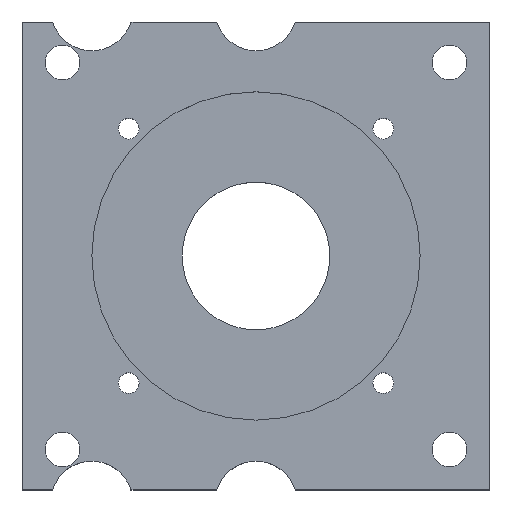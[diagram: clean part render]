
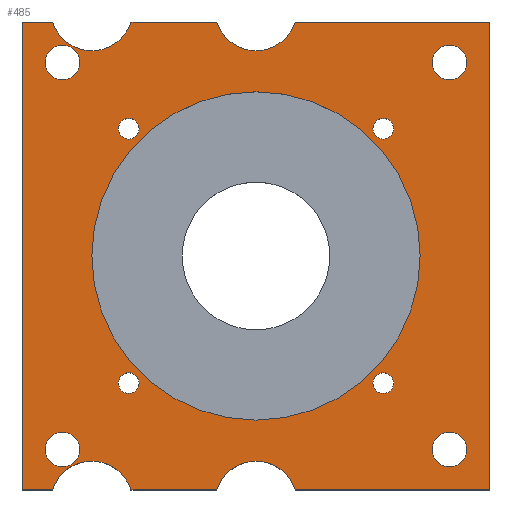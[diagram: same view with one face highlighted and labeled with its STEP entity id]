
A CAD part, top view. The second image highlights one B-rep face of the part: STEP entity #485.
In plain terms, the highlighted planar face has unit normal (0, 0, 1).
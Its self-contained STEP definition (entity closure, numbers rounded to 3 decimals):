
#16=FACE_BOUND('',#83,.T.);
#17=FACE_BOUND('',#84,.T.);
#18=FACE_BOUND('',#85,.T.);
#19=FACE_BOUND('',#86,.T.);
#20=FACE_BOUND('',#87,.T.);
#21=FACE_BOUND('',#88,.T.);
#22=FACE_BOUND('',#89,.T.);
#23=FACE_BOUND('',#90,.T.);
#24=FACE_BOUND('',#91,.T.);
#35=PLANE('',#544);
#56=FACE_OUTER_BOUND('',#82,.T.);
#82=EDGE_LOOP('',(#370,#371,#372,#373,#374,#375,#376,#377,#378,#379,#380,
#381));
#83=EDGE_LOOP('',(#382));
#84=EDGE_LOOP('',(#383));
#85=EDGE_LOOP('',(#384));
#86=EDGE_LOOP('',(#385));
#87=EDGE_LOOP('',(#386));
#88=EDGE_LOOP('',(#387));
#89=EDGE_LOOP('',(#388));
#90=EDGE_LOOP('',(#389));
#91=EDGE_LOOP('',(#390));
#124=LINE('',#777,#162);
#125=LINE('',#779,#163);
#126=LINE('',#783,#164);
#127=LINE('',#787,#165);
#128=LINE('',#789,#166);
#129=LINE('',#791,#167);
#130=LINE('',#795,#168);
#131=LINE('',#798,#169);
#162=VECTOR('',#642,10.);
#163=VECTOR('',#643,10.);
#164=VECTOR('',#646,10.);
#165=VECTOR('',#649,10.);
#166=VECTOR('',#650,10.);
#167=VECTOR('',#651,10.);
#168=VECTOR('',#654,10.);
#169=VECTOR('',#657,10.);
#190=CIRCLE('',#514,1.265);
#192=CIRCLE('',#517,1.265);
#194=CIRCLE('',#520,1.265);
#196=CIRCLE('',#523,1.265);
#200=CIRCLE('',#529,20.);
#202=CIRCLE('',#533,2.117);
#204=CIRCLE('',#536,2.117);
#206=CIRCLE('',#539,2.117);
#208=CIRCLE('',#542,2.117);
#210=CIRCLE('',#545,5.);
#211=CIRCLE('',#546,5.);
#212=CIRCLE('',#547,5.);
#213=CIRCLE('',#548,5.);
#218=VERTEX_POINT('',#714);
#220=VERTEX_POINT('',#720);
#222=VERTEX_POINT('',#726);
#224=VERTEX_POINT('',#732);
#228=VERTEX_POINT('',#743);
#230=VERTEX_POINT('',#751);
#232=VERTEX_POINT('',#757);
#234=VERTEX_POINT('',#763);
#236=VERTEX_POINT('',#769);
#238=VERTEX_POINT('',#775);
#239=VERTEX_POINT('',#776);
#240=VERTEX_POINT('',#778);
#241=VERTEX_POINT('',#780);
#242=VERTEX_POINT('',#782);
#243=VERTEX_POINT('',#784);
#244=VERTEX_POINT('',#786);
#245=VERTEX_POINT('',#788);
#246=VERTEX_POINT('',#790);
#247=VERTEX_POINT('',#792);
#248=VERTEX_POINT('',#794);
#249=VERTEX_POINT('',#796);
#262=EDGE_CURVE('',#218,#218,#190,.T.);
#265=EDGE_CURVE('',#220,#220,#192,.T.);
#268=EDGE_CURVE('',#222,#222,#194,.T.);
#271=EDGE_CURVE('',#224,#224,#196,.T.);
#276=EDGE_CURVE('',#228,#228,#200,.T.);
#280=EDGE_CURVE('',#230,#230,#202,.T.);
#283=EDGE_CURVE('',#232,#232,#204,.T.);
#286=EDGE_CURVE('',#234,#234,#206,.T.);
#289=EDGE_CURVE('',#236,#236,#208,.T.);
#292=EDGE_CURVE('',#238,#239,#124,.T.);
#293=EDGE_CURVE('',#239,#240,#125,.T.);
#294=EDGE_CURVE('',#240,#241,#210,.T.);
#295=EDGE_CURVE('',#241,#242,#126,.T.);
#296=EDGE_CURVE('',#242,#243,#211,.T.);
#297=EDGE_CURVE('',#243,#244,#127,.T.);
#298=EDGE_CURVE('',#244,#245,#128,.T.);
#299=EDGE_CURVE('',#245,#246,#129,.T.);
#300=EDGE_CURVE('',#246,#247,#212,.T.);
#301=EDGE_CURVE('',#247,#248,#130,.T.);
#302=EDGE_CURVE('',#248,#249,#213,.T.);
#303=EDGE_CURVE('',#249,#238,#131,.T.);
#370=ORIENTED_EDGE('',*,*,#292,.T.);
#371=ORIENTED_EDGE('',*,*,#293,.T.);
#372=ORIENTED_EDGE('',*,*,#294,.T.);
#373=ORIENTED_EDGE('',*,*,#295,.T.);
#374=ORIENTED_EDGE('',*,*,#296,.T.);
#375=ORIENTED_EDGE('',*,*,#297,.T.);
#376=ORIENTED_EDGE('',*,*,#298,.T.);
#377=ORIENTED_EDGE('',*,*,#299,.T.);
#378=ORIENTED_EDGE('',*,*,#300,.T.);
#379=ORIENTED_EDGE('',*,*,#301,.T.);
#380=ORIENTED_EDGE('',*,*,#302,.T.);
#381=ORIENTED_EDGE('',*,*,#303,.T.);
#382=ORIENTED_EDGE('',*,*,#262,.T.);
#383=ORIENTED_EDGE('',*,*,#265,.T.);
#384=ORIENTED_EDGE('',*,*,#268,.T.);
#385=ORIENTED_EDGE('',*,*,#271,.T.);
#386=ORIENTED_EDGE('',*,*,#276,.T.);
#387=ORIENTED_EDGE('',*,*,#280,.T.);
#388=ORIENTED_EDGE('',*,*,#283,.T.);
#389=ORIENTED_EDGE('',*,*,#286,.T.);
#390=ORIENTED_EDGE('',*,*,#289,.T.);
#485=ADVANCED_FACE('',(#56,#16,#17,#18,#19,#20,#21,#22,#23,#24),#35,.T.);
#514=AXIS2_PLACEMENT_3D('',#715,#570,#571);
#517=AXIS2_PLACEMENT_3D('',#721,#577,#578);
#520=AXIS2_PLACEMENT_3D('',#727,#584,#585);
#523=AXIS2_PLACEMENT_3D('',#733,#591,#592);
#529=AXIS2_PLACEMENT_3D('',#744,#604,#605);
#533=AXIS2_PLACEMENT_3D('',#752,#614,#615);
#536=AXIS2_PLACEMENT_3D('',#758,#621,#622);
#539=AXIS2_PLACEMENT_3D('',#764,#628,#629);
#542=AXIS2_PLACEMENT_3D('',#770,#635,#636);
#544=AXIS2_PLACEMENT_3D('',#774,#640,#641);
#545=AXIS2_PLACEMENT_3D('',#781,#644,#645);
#546=AXIS2_PLACEMENT_3D('',#785,#647,#648);
#547=AXIS2_PLACEMENT_3D('',#793,#652,#653);
#548=AXIS2_PLACEMENT_3D('',#797,#655,#656);
#570=DIRECTION('center_axis',(0.,0.,-1.));
#571=DIRECTION('ref_axis',(1.,0.,0.));
#577=DIRECTION('center_axis',(0.,0.,-1.));
#578=DIRECTION('ref_axis',(1.,0.,0.));
#584=DIRECTION('center_axis',(0.,0.,-1.));
#585=DIRECTION('ref_axis',(1.,0.,0.));
#591=DIRECTION('center_axis',(0.,0.,-1.));
#592=DIRECTION('ref_axis',(1.,0.,0.));
#604=DIRECTION('center_axis',(0.,0.,-1.));
#605=DIRECTION('ref_axis',(1.,0.,0.));
#614=DIRECTION('center_axis',(0.,0.,-1.));
#615=DIRECTION('ref_axis',(1.,0.,0.));
#621=DIRECTION('center_axis',(0.,0.,-1.));
#622=DIRECTION('ref_axis',(1.,0.,0.));
#628=DIRECTION('center_axis',(0.,0.,-1.));
#629=DIRECTION('ref_axis',(1.,0.,0.));
#635=DIRECTION('center_axis',(0.,0.,-1.));
#636=DIRECTION('ref_axis',(1.,0.,0.));
#640=DIRECTION('center_axis',(0.,0.,1.));
#641=DIRECTION('ref_axis',(1.,0.,0.));
#642=DIRECTION('',(0.,1.,0.));
#643=DIRECTION('',(-1.,0.,0.));
#644=DIRECTION('center_axis',(0.,0.,-1.));
#645=DIRECTION('ref_axis',(1.,0.,0.));
#646=DIRECTION('',(-1.,0.,0.));
#647=DIRECTION('center_axis',(0.,0.,-1.));
#648=DIRECTION('ref_axis',(1.,0.,0.));
#649=DIRECTION('',(-1.,0.,0.));
#650=DIRECTION('',(0.,-1.,0.));
#651=DIRECTION('',(1.,0.,0.));
#652=DIRECTION('center_axis',(0.,0.,-1.));
#653=DIRECTION('ref_axis',(1.,0.,0.));
#654=DIRECTION('',(1.,0.,0.));
#655=DIRECTION('center_axis',(0.,0.,-1.));
#656=DIRECTION('ref_axis',(1.,0.,0.));
#657=DIRECTION('',(1.,0.,0.));
#714=CARTESIAN_POINT('',(14.236,-15.5,8.));
#715=CARTESIAN_POINT('Origin',(15.5,-15.5,8.));
#720=CARTESIAN_POINT('',(-16.765,15.5,8.));
#721=CARTESIAN_POINT('Origin',(-15.5,15.5,8.));
#726=CARTESIAN_POINT('',(14.236,15.5,8.));
#727=CARTESIAN_POINT('Origin',(15.5,15.5,8.));
#732=CARTESIAN_POINT('',(-16.765,-15.5,8.));
#733=CARTESIAN_POINT('Origin',(-15.5,-15.5,8.));
#743=CARTESIAN_POINT('',(-20.,0.,8.));
#744=CARTESIAN_POINT('Origin',(0.,0.,8.));
#751=CARTESIAN_POINT('',(21.453,-23.57,8.));
#752=CARTESIAN_POINT('Origin',(23.57,-23.57,8.));
#757=CARTESIAN_POINT('',(-25.687,23.57,8.));
#758=CARTESIAN_POINT('Origin',(-23.57,23.57,8.));
#763=CARTESIAN_POINT('',(-25.687,-23.57,8.));
#764=CARTESIAN_POINT('Origin',(-23.57,-23.57,8.));
#769=CARTESIAN_POINT('',(21.453,23.57,8.));
#770=CARTESIAN_POINT('Origin',(23.57,23.57,8.));
#774=CARTESIAN_POINT('Origin',(0.,0.,8.));
#775=CARTESIAN_POINT('',(28.5,-28.5,8.));
#776=CARTESIAN_POINT('',(28.5,28.5,8.));
#777=CARTESIAN_POINT('',(28.5,28.5,8.));
#778=CARTESIAN_POINT('',(4.77,28.5,8.));
#779=CARTESIAN_POINT('',(-28.5,28.5,8.));
#780=CARTESIAN_POINT('',(-4.77,28.5,8.));
#781=CARTESIAN_POINT('Origin',(0.,30.,8.));
#782=CARTESIAN_POINT('',(-15.23,28.5,8.));
#783=CARTESIAN_POINT('',(-28.5,28.5,8.));
#784=CARTESIAN_POINT('',(-24.77,28.5,8.));
#785=CARTESIAN_POINT('Origin',(-20.,30.,8.));
#786=CARTESIAN_POINT('',(-28.5,28.5,8.));
#787=CARTESIAN_POINT('',(-28.5,28.5,8.));
#788=CARTESIAN_POINT('',(-28.5,-28.5,8.));
#789=CARTESIAN_POINT('',(-28.5,-28.5,8.));
#790=CARTESIAN_POINT('',(-24.77,-28.5,8.));
#791=CARTESIAN_POINT('',(28.5,-28.5,8.));
#792=CARTESIAN_POINT('',(-15.23,-28.5,8.));
#793=CARTESIAN_POINT('Origin',(-20.,-30.,8.));
#794=CARTESIAN_POINT('',(-4.77,-28.5,8.));
#795=CARTESIAN_POINT('',(28.5,-28.5,8.));
#796=CARTESIAN_POINT('',(4.77,-28.5,8.));
#797=CARTESIAN_POINT('Origin',(0.,-30.,8.));
#798=CARTESIAN_POINT('',(28.5,-28.5,8.));
